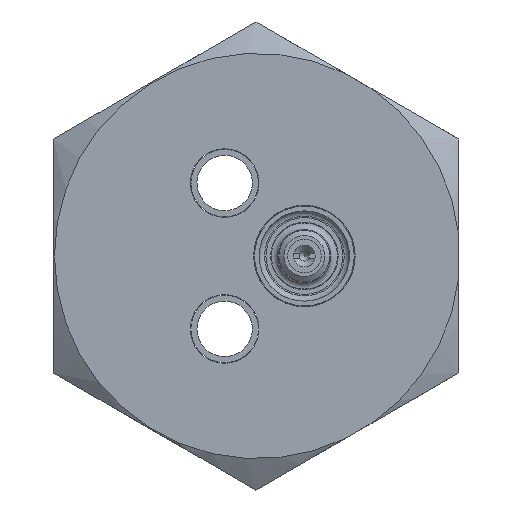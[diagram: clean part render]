
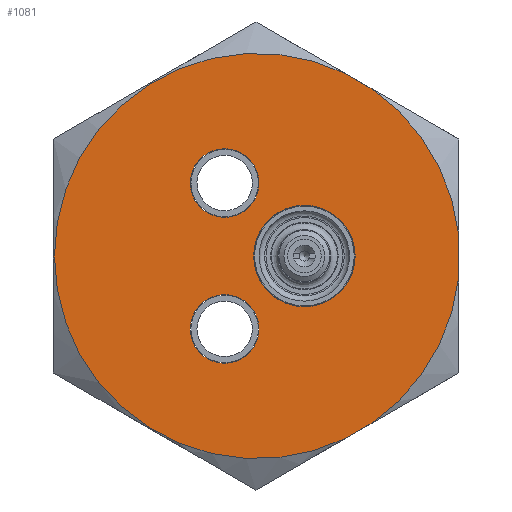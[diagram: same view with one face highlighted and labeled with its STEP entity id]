
A CAD part, left-side view. The second image highlights one B-rep face of the part: STEP entity #1081.
In plain terms, the highlighted planar face has unit normal (-1, 0, 0).
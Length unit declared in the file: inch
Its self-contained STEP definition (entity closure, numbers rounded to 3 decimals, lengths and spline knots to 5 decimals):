
#523=FACE_BOUND('',#1405,.T.);
#524=FACE_BOUND('',#1406,.T.);
#525=FACE_BOUND('',#1407,.T.);
#526=FACE_BOUND('',#1408,.T.);
#680=CIRCLE('',#2750,0.75);
#681=CIRCLE('',#2751,0.75);
#682=CIRCLE('',#2752,0.75);
#683=CIRCLE('',#2753,0.127);
#684=CIRCLE('',#2754,0.127);
#685=CIRCLE('',#2755,0.18775);
#1081=ADVANCED_FACE('',(#523,#524,#525,#526),#1207,.F.);
#1207=PLANE('',#2756);
#1405=EDGE_LOOP('',(#1704,#1705,#1706,#1707,#1708,#1709));
#1406=EDGE_LOOP('',(#1710));
#1407=EDGE_LOOP('',(#1711));
#1408=EDGE_LOOP('',(#1712));
#1704=ORIENTED_EDGE('',*,*,#2323,.T.);
#1705=ORIENTED_EDGE('',*,*,#2324,.F.);
#1706=ORIENTED_EDGE('',*,*,#2325,.T.);
#1707=ORIENTED_EDGE('',*,*,#2326,.F.);
#1708=ORIENTED_EDGE('',*,*,#2327,.T.);
#1709=ORIENTED_EDGE('',*,*,#2328,.F.);
#1710=ORIENTED_EDGE('',*,*,#2329,.T.);
#1711=ORIENTED_EDGE('',*,*,#2330,.T.);
#1712=ORIENTED_EDGE('',*,*,#2331,.F.);
#2118=VERTEX_POINT('',#3822);
#2119=VERTEX_POINT('',#3823);
#2120=VERTEX_POINT('',#3825);
#2121=VERTEX_POINT('',#3827);
#2122=VERTEX_POINT('',#3829);
#2123=VERTEX_POINT('',#3831);
#2124=VERTEX_POINT('',#3834);
#2125=VERTEX_POINT('',#3836);
#2126=VERTEX_POINT('',#3838);
#2323=EDGE_CURVE('',#2118,#2119,#680,.T.);
#2324=EDGE_CURVE('',#2120,#2119,#2518,.T.);
#2325=EDGE_CURVE('',#2120,#2121,#681,.T.);
#2326=EDGE_CURVE('',#2122,#2121,#2519,.T.);
#2327=EDGE_CURVE('',#2122,#2123,#682,.T.);
#2328=EDGE_CURVE('',#2118,#2123,#2520,.T.);
#2329=EDGE_CURVE('',#2124,#2124,#683,.T.);
#2330=EDGE_CURVE('',#2125,#2125,#684,.T.);
#2331=EDGE_CURVE('',#2126,#2126,#685,.T.);
#2518=LINE('',#3824,#2597);
#2519=LINE('',#3828,#2598);
#2520=LINE('',#3832,#2599);
#2597=VECTOR('',#3168,1.);
#2598=VECTOR('',#3171,1.);
#2599=VECTOR('',#3174,1.);
#2750=AXIS2_PLACEMENT_3D('',#3821,#3166,#3167);
#2751=AXIS2_PLACEMENT_3D('',#3826,#3169,#3170);
#2752=AXIS2_PLACEMENT_3D('',#3830,#3172,#3173);
#2753=AXIS2_PLACEMENT_3D('',#3833,#3175,#3176);
#2754=AXIS2_PLACEMENT_3D('',#3835,#3177,#3178);
#2755=AXIS2_PLACEMENT_3D('',#3837,#3179,#3180);
#2756=AXIS2_PLACEMENT_3D('',#3839,#3181,#3182);
#3166=DIRECTION('',(-1.,0.,0.));
#3167=DIRECTION('',(0.,0.,1.));
#3168=DIRECTION('',(0.,0.,-1.));
#3169=DIRECTION('',(-1.,0.,0.));
#3170=DIRECTION('',(0.,0.,1.));
#3171=DIRECTION('',(0.,-0.866,-0.5));
#3172=DIRECTION('',(-1.,0.,0.));
#3173=DIRECTION('',(0.,0.,1.));
#3174=DIRECTION('',(0.,0.866,-0.5));
#3175=DIRECTION('',(1.,0.,0.));
#3176=DIRECTION('',(0.,0.,-1.));
#3177=DIRECTION('',(1.,0.,0.));
#3178=DIRECTION('',(0.,0.,-1.));
#3179=DIRECTION('',(-1.,0.,0.));
#3180=DIRECTION('',(0.,1.,0.));
#3181=DIRECTION('',(1.,0.,0.));
#3182=DIRECTION('',(0.,0.,-1.));
#3821=CARTESIAN_POINT('',(-0.38,0.,0.));
#3822=CARTESIAN_POINT('',(-0.38,-0.42165,-0.62025));
#3823=CARTESIAN_POINT('',(-0.38,-0.74598,-0.07757));
#3824=CARTESIAN_POINT('',(-0.38,-0.74598,0.433));
#3825=CARTESIAN_POINT('',(-0.38,-0.74598,0.07757));
#3826=CARTESIAN_POINT('',(-0.38,0.,0.));
#3827=CARTESIAN_POINT('',(-0.38,-0.42165,0.62025));
#3828=CARTESIAN_POINT('',(-0.38,0.004,0.866));
#3829=CARTESIAN_POINT('',(-0.38,-0.32633,0.67529));
#3830=CARTESIAN_POINT('',(-0.38,0.,0.));
#3831=CARTESIAN_POINT('',(-0.38,-0.32633,-0.67529));
#3832=CARTESIAN_POINT('',(-0.38,-0.74598,-0.433));
#3833=CARTESIAN_POINT('',(-0.38,0.12,-0.27));
#3834=CARTESIAN_POINT('',(-0.38,0.12,-0.397));
#3835=CARTESIAN_POINT('',(-0.38,0.12,0.27));
#3836=CARTESIAN_POINT('',(-0.38,0.12,0.143));
#3837=CARTESIAN_POINT('',(-0.38,-0.175,0.));
#3838=CARTESIAN_POINT('',(-0.38,0.01275,0.));
#3839=CARTESIAN_POINT('',(-0.38,0.75,0.));
